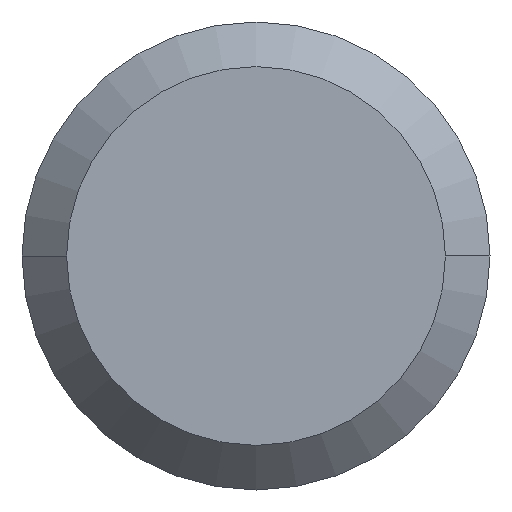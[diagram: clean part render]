
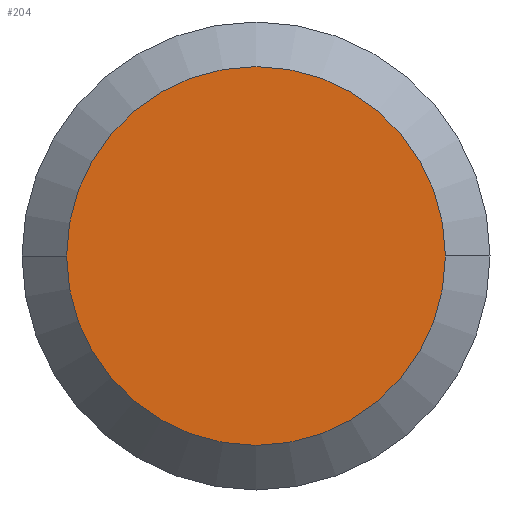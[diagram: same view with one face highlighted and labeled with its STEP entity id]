
A CAD part, left-side view. The second image highlights one B-rep face of the part: STEP entity #204.
In plain terms, the highlighted planar face has unit normal (-1, 0, 0).
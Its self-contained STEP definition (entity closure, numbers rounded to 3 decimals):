
#19 = VERTEX_POINT ( 'NONE', #90 ) ;
#26 = AXIS2_PLACEMENT_3D ( 'NONE', #406, #240, #335 ) ;
#39 = EDGE_CURVE ( 'NONE', #19, #173, #91, .T. ) ;
#80 = DIRECTION ( 'NONE',  ( 0., -1., 0. ) ) ;
#85 = AXIS2_PLACEMENT_3D ( 'NONE', #159, #95, #314 ) ;
#90 = CARTESIAN_POINT ( 'NONE',  ( 0., -3.238, 0. ) ) ;
#91 = CIRCLE ( 'NONE', #26, 3.238 ) ;
#95 = DIRECTION ( 'NONE',  ( 1., 0., 0. ) ) ;
#117 = PLANE ( 'NONE',  #328 ) ;
#142 = FACE_OUTER_BOUND ( 'NONE', #356, .T. ) ;
#159 = CARTESIAN_POINT ( 'NONE',  ( 0., 0., 0. ) ) ;
#173 = VERTEX_POINT ( 'NONE', #367 ) ;
#204 = ADVANCED_FACE ( 'NONE', ( #142 ), #117, .T. ) ;
#240 = DIRECTION ( 'NONE',  ( 1., 0., 0. ) ) ;
#314 = DIRECTION ( 'NONE',  ( 0., 1., 0. ) ) ;
#328 = AXIS2_PLACEMENT_3D ( 'NONE', #409, #332, #80 ) ;
#332 = DIRECTION ( 'NONE',  ( -1., 0., 0. ) ) ;
#335 = DIRECTION ( 'NONE',  ( 0., 1., 0. ) ) ;
#349 = ORIENTED_EDGE ( 'NONE', *, *, #368, .F. ) ;
#356 = EDGE_LOOP ( 'NONE', ( #349, #387 ) ) ;
#367 = CARTESIAN_POINT ( 'NONE',  ( 0., 3.238, 0. ) ) ;
#368 = EDGE_CURVE ( 'NONE', #173, #19, #395, .T. ) ;
#387 = ORIENTED_EDGE ( 'NONE', *, *, #39, .F. ) ;
#395 = CIRCLE ( 'NONE', #85, 3.238 ) ;
#406 = CARTESIAN_POINT ( 'NONE',  ( 0., 0., 0. ) ) ;
#409 = CARTESIAN_POINT ( 'NONE',  ( 0., 0., 0. ) ) ;
